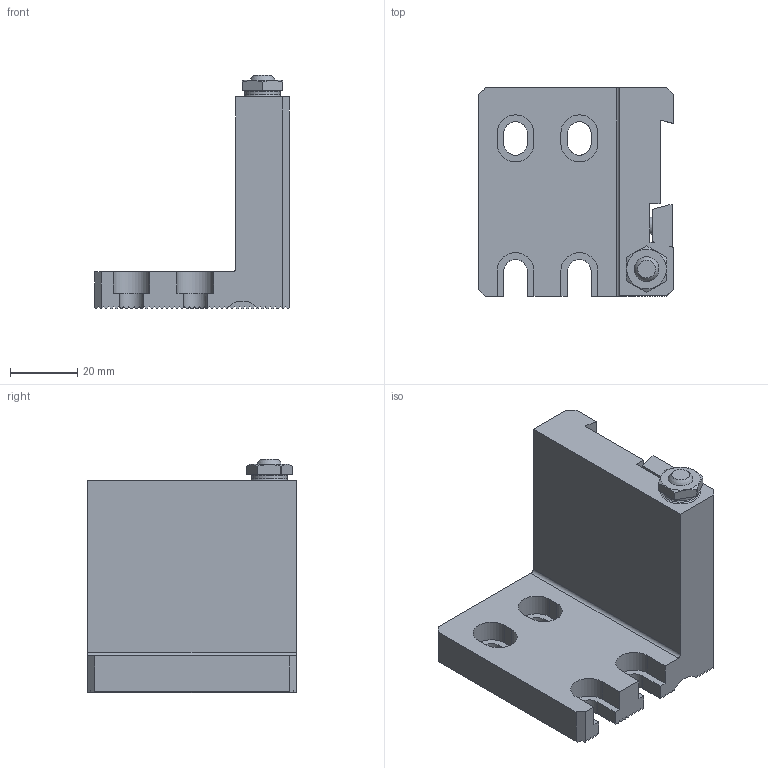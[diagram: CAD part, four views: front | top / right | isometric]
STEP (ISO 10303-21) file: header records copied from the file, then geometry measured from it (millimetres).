
FILE_DESCRIPTION(/* description */ (''),/* implementation_level */ '2;1');
FILE_NAME(/* name */ '10001000293nxv000_00_214.stp',/* time_stamp */ '2022-02-08T10:27:41+01:00',/* author */ (''),/* organization */ (''),/* preprocessor_version */ 'ST-DEVELOPER v16.7',/* originating_system */ 'SIEMENS PLM Software NX 12.0',/* authorisation */ '');
FILE_SCHEMA (('AUTOMOTIVE_DESIGN { 1 0 10303 214 3 1 1 1 }'));
Length unit declared in the file: millimetre
Products named in the file (1): 10001000293nxv000_00
Bounding box: 58 x 62 x 69.43 mm (x, y, z)
Volume: 78160.3 mm3; surface area: 21382.4 mm2
Topology: 1 solids, 1 shells, 266 faces, 781 edges, 520 vertices
Faces by surface type: plane 235, cylinder 26, cone 2, torus 2, sphere 1
Full cylindrical faces by diameter (mm): 5 x3, 10.6 x1
Entity records: 8790 total; most frequent: CARTESIAN_POINT 1583, ORIENTED_EDGE 1538, DIRECTION 1440, EDGE_CURVE 769, LINE 620, VECTOR 620, VERTEX_POINT 517, AXIS2_PLACEMENT_3D 410
